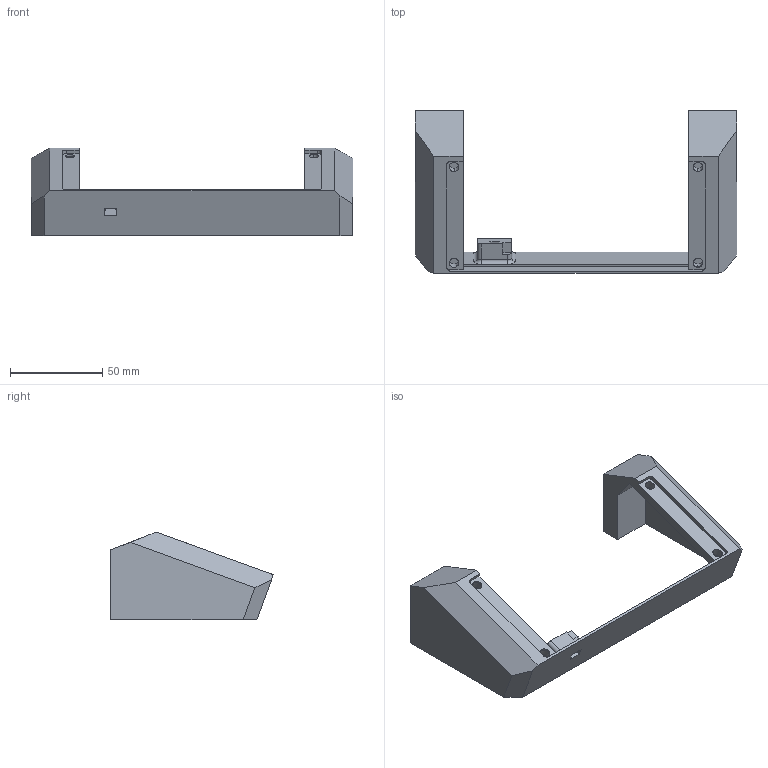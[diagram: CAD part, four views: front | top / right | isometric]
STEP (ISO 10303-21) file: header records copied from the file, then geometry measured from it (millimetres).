
FILE_DESCRIPTION (( 'STEP AP214' ), '1' );
FILE_NAME ('610 Viki LCD Mount.STEP', '2021-03-18T00:53:27', ( '' ), ( '' ), 'SwSTEP 2.0', 'SolidWorks 2019', '' );
FILE_SCHEMA (( 'AUTOMOTIVE_DESIGN' ));
Length unit declared in the file: millimetre
Products named in the file (1): 610 Viki LCD Mount
Bounding box: 174.8 x 88.39 x 47.68 mm (x, y, z)
Volume: 89920.7 mm3; surface area: 34192.1 mm2
Topology: 1 solids, 1 shells, 89 faces, 239 edges, 157 vertices
Faces by surface type: plane 60, cylinder 27, torus 2
Entity records: 2836 total; most frequent: CARTESIAN_POINT 523, ORIENTED_EDGE 478, DIRECTION 470, EDGE_CURVE 239, LINE 178, VECTOR 178, VERTEX_POINT 157, AXIS2_PLACEMENT_3D 146
